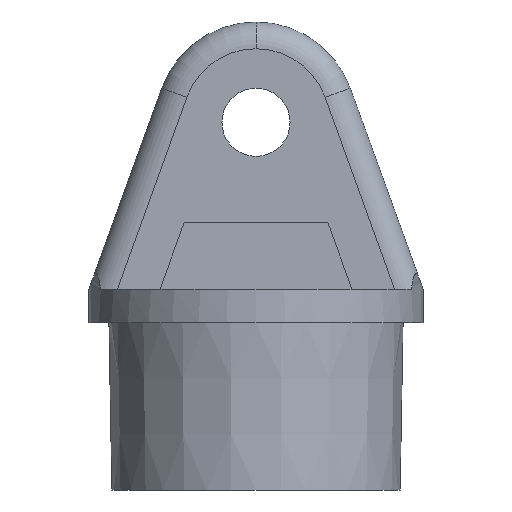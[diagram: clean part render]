
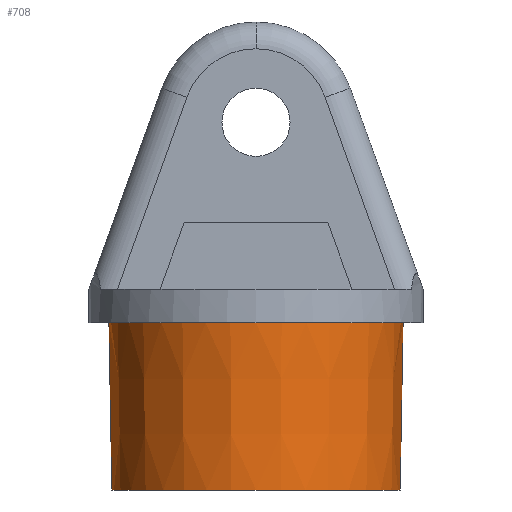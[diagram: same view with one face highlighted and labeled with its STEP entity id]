
A CAD part, front view. The second image highlights one B-rep face of the part: STEP entity #708.
In plain terms, the highlighted conical face has half-angle 1 degrees and reference radius 22 mm.
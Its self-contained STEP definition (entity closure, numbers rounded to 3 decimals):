
#38 = LINE ( 'NONE', #1037, #505 ) ;
#62 = AXIS2_PLACEMENT_3D ( 'NONE', #389, #126, #941 ) ;
#84 = VERTEX_POINT ( 'NONE', #871 ) ;
#126 = DIRECTION ( 'NONE',  ( 0., 0., -1. ) ) ;
#129 = CARTESIAN_POINT ( 'NONE',  ( 22., 0., -5. ) ) ;
#173 = EDGE_CURVE ( 'NONE', #84, #978, #710, .T. ) ;
#203 = VERTEX_POINT ( 'NONE', #1074 ) ;
#207 = EDGE_CURVE ( 'NONE', #978, #203, #38, .T. ) ;
#208 = CARTESIAN_POINT ( 'NONE',  ( 22., 0., -5. ) ) ;
#210 = DIRECTION ( 'NONE',  ( 1., 0., 0. ) ) ;
#262 = EDGE_LOOP ( 'NONE', ( #773, #331, #1038, #337 ) ) ;
#269 = CONICAL_SURFACE ( 'NONE', #983, 22., 0.017 ) ;
#331 = ORIENTED_EDGE ( 'NONE', *, *, #173, .F. ) ;
#337 = ORIENTED_EDGE ( 'NONE', *, *, #825, .T. ) ;
#341 = FACE_OUTER_BOUND ( 'NONE', #262, .T. ) ;
#343 = DIRECTION ( 'NONE',  ( -1., 0., 0. ) ) ;
#389 = CARTESIAN_POINT ( 'NONE',  ( 0., 0., -5. ) ) ;
#425 = VECTOR ( 'NONE', #692, 1000. ) ;
#431 = CARTESIAN_POINT ( 'NONE',  ( -21.564, 0., -30. ) ) ;
#463 = LINE ( 'NONE', #129, #425 ) ;
#505 = VECTOR ( 'NONE', #964, 1000. ) ;
#536 = CIRCLE ( 'NONE', #62, 22. ) ;
#642 = AXIS2_PLACEMENT_3D ( 'NONE', #728, #893, #343 ) ;
#692 = DIRECTION ( 'NONE',  ( 0.017, 0., 1. ) ) ;
#708 = ADVANCED_FACE ( 'NONE', ( #341 ), #269, .T. ) ;
#710 = CIRCLE ( 'NONE', #642, 21.564 ) ;
#728 = CARTESIAN_POINT ( 'NONE',  ( 0., 0., -30. ) ) ;
#762 = CARTESIAN_POINT ( 'NONE',  ( 0., 0., -5. ) ) ;
#773 = ORIENTED_EDGE ( 'NONE', *, *, #207, .F. ) ;
#825 = EDGE_CURVE ( 'NONE', #919, #203, #536, .T. ) ;
#871 = CARTESIAN_POINT ( 'NONE',  ( 21.564, 0., -30. ) ) ;
#893 = DIRECTION ( 'NONE',  ( 0., 0., -1. ) ) ;
#919 = VERTEX_POINT ( 'NONE', #208 ) ;
#941 = DIRECTION ( 'NONE',  ( -1., 0., 0. ) ) ;
#942 = DIRECTION ( 'NONE',  ( 0., 0., 1. ) ) ;
#964 = DIRECTION ( 'NONE',  ( -0.017, 0., 1. ) ) ;
#978 = VERTEX_POINT ( 'NONE', #431 ) ;
#983 = AXIS2_PLACEMENT_3D ( 'NONE', #762, #942, #210 ) ;
#1037 = CARTESIAN_POINT ( 'NONE',  ( -22., 0., -5. ) ) ;
#1038 = ORIENTED_EDGE ( 'NONE', *, *, #1084, .T. ) ;
#1074 = CARTESIAN_POINT ( 'NONE',  ( -22., 0., -5. ) ) ;
#1084 = EDGE_CURVE ( 'NONE', #84, #919, #463, .T. ) ;
